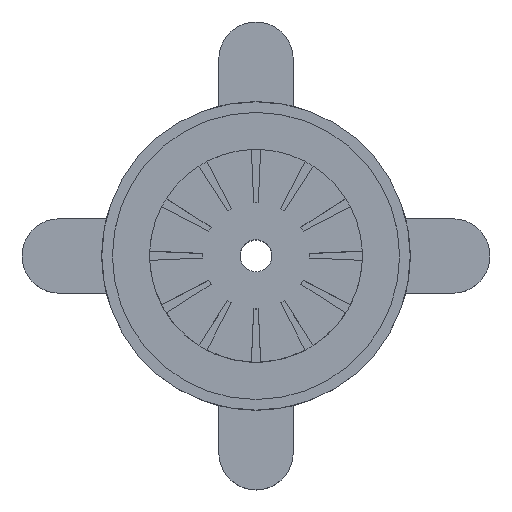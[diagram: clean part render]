
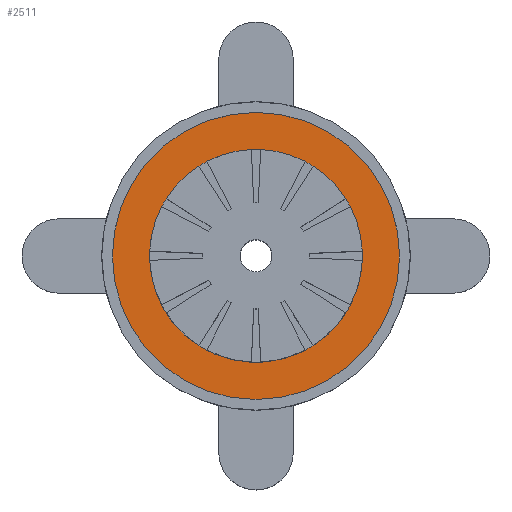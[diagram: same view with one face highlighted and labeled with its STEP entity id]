
A CAD part, top view. The second image highlights one B-rep face of the part: STEP entity #2511.
In plain terms, the highlighted planar face has unit normal (0, 0, 1).
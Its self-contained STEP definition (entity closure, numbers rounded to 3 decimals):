
#549=PLANE('',#2775);
#616=FACE_BOUND('',#897,.T.);
#743=FACE_OUTER_BOUND('',#896,.T.);
#896=EDGE_LOOP('',(#2276));
#897=EDGE_LOOP('',(#2277));
#962=CIRCLE('',#2626,10.);
#1037=CIRCLE('',#2763,13.5);
#1147=VERTEX_POINT('',#3837);
#1269=VERTEX_POINT('',#4206);
#1422=EDGE_CURVE('',#1147,#1147,#962,.T.);
#1607=EDGE_CURVE('',#1269,#1269,#1037,.T.);
#2276=ORIENTED_EDGE('',*,*,#1607,.T.);
#2277=ORIENTED_EDGE('',*,*,#1422,.T.);
#2511=ADVANCED_FACE('',(#743,#616),#549,.T.);
#2626=AXIS2_PLACEMENT_3D('',#3838,#3079,#3080);
#2763=AXIS2_PLACEMENT_3D('',#4207,#3463,#3464);
#2775=AXIS2_PLACEMENT_3D('',#4238,#3493,#3494);
#3079=DIRECTION('center_axis',(0.,0.,-1.));
#3080=DIRECTION('ref_axis',(1.,0.,0.));
#3463=DIRECTION('center_axis',(0.,0.,1.));
#3464=DIRECTION('ref_axis',(-1.,0.,0.));
#3493=DIRECTION('center_axis',(0.,0.,1.));
#3494=DIRECTION('ref_axis',(1.,0.,0.));
#3837=CARTESIAN_POINT('',(-10.,0.,2.5));
#3838=CARTESIAN_POINT('Origin',(0.,0.,2.5));
#4206=CARTESIAN_POINT('',(13.5,0.,2.5));
#4207=CARTESIAN_POINT('Origin',(0.,0.,2.5));
#4238=CARTESIAN_POINT('Origin',(0.,0.,
2.5));
